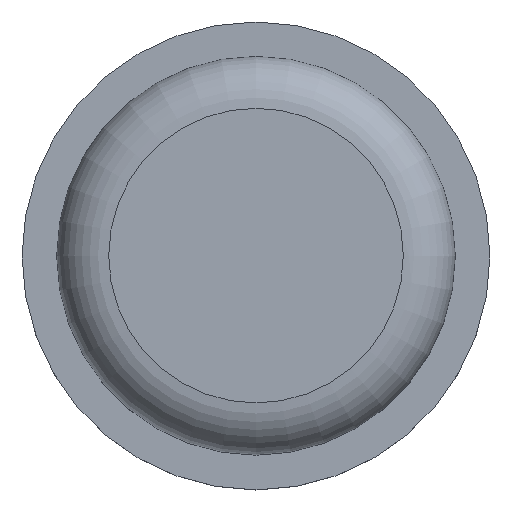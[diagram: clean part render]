
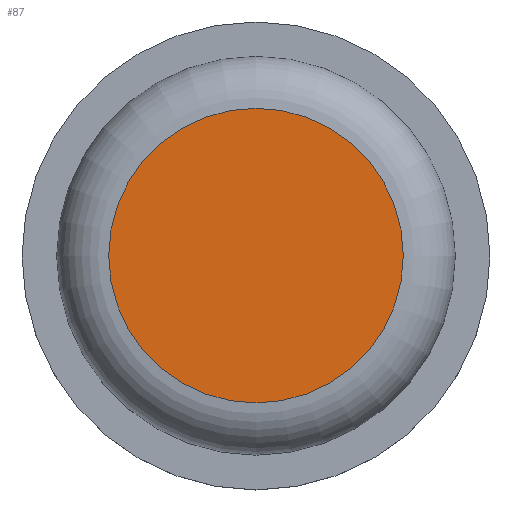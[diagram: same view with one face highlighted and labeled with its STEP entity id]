
A CAD part, top view. The second image highlights one B-rep face of the part: STEP entity #87.
In plain terms, the highlighted planar face has unit normal (0, 0, 1).
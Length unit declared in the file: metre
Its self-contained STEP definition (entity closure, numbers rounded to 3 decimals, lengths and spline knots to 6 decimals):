
#15=PLANE('',#113);
#25=ORIENTED_EDGE('',*,*,#36,.T.);
#36=EDGE_CURVE('',#43,#43,#50,.T.);
#43=VERTEX_POINT('',#168);
#50=CIRCLE('',#114,0.00425);
#60=EDGE_LOOP('',(#25));
#74=FACE_BOUND('',#60,.T.);
#87=ADVANCED_FACE('',(#74),#15,.T.);
#113=AXIS2_PLACEMENT_3D('',#166,#139,#140);
#114=AXIS2_PLACEMENT_3D('',#167,#141,#142);
#139=DIRECTION('',(0.,0.,1.));
#140=DIRECTION('',(1.,0.,0.));
#141=DIRECTION('',(0.,0.,1.));
#142=DIRECTION('',(1.,0.,0.));
#166=CARTESIAN_POINT('',(0.,0.,0.006));
#167=CARTESIAN_POINT('',(0.,0.,0.006));
#168=CARTESIAN_POINT('',(0.00425,0.,0.006));
